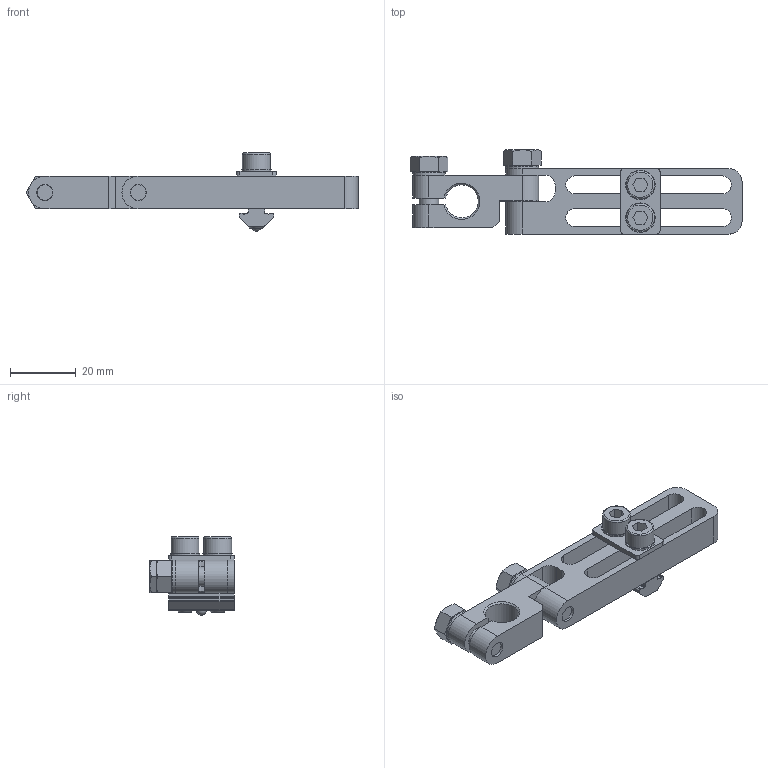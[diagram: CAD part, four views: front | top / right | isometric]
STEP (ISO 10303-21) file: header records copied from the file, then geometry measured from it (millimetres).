
FILE_DESCRIPTION((''),'2;1');
FILE_NAME('GR02.026.stp','2014-11-19T16:08:34',('RKob'),(''),'Autodesk Inventor 2012','Autodesk Inventor 2012','');
FILE_SCHEMA(('AUTOMOTIVE_DESIGN { 1 0 10303 214 1 1 1 1 }'));
Length unit declared in the file: millimetre
Products named in the file (10): GR02; Schnorr S5; DIN912-M5x18; GR01; Schnorr S6; I-A 6kt M6x16; I-A 6kt M6x20
Assembly tree (12 placements, depth 2):
  GR02
    GR02
    GR02
    GR02
    Schnorr S5  x2
    DIN912-M5x18  x2
    GR01
    Schnorr S6  x2
    I-A 6kt M6x16
    I-A 6kt M6x20
Bounding box: 101.27 x 25.7 x 23.9 mm (x, y, z)
Volume: 14659.7 mm3; surface area: 12550 mm2
Topology: 12 solids, 12 shells, 193 faces, 460 edges, 299 vertices
Faces by surface type: plane 113, cylinder 59, cone 18, torus 2, sphere 1
Full cylindrical faces by diameter (mm): 4.134 x2, 4.917 x2, 5 x2, 5.3 x2, 5.5 x2, 6 x2, 6.1 x1, 6.4 x2, 6.5 x2, 8.5 x2, 9 x2, 10 x4
Entity records: 5194 total; most frequent: CARTESIAN_POINT 900, DIRECTION 880, ORIENTED_EDGE 774, EDGE_CURVE 387, AXIS2_PLACEMENT_3D 328, VERTEX_POINT 264, EDGE_LOOP 227, VECTOR 224
